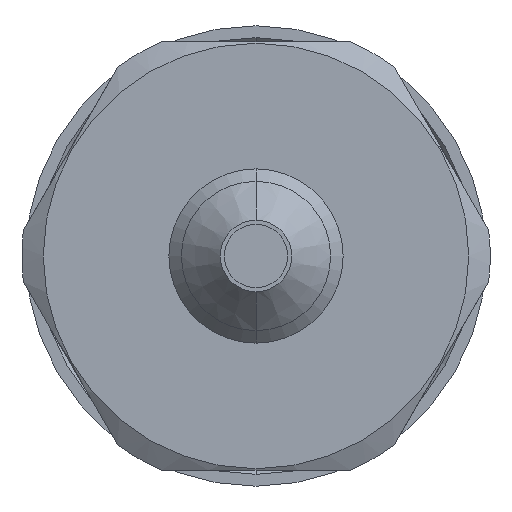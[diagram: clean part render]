
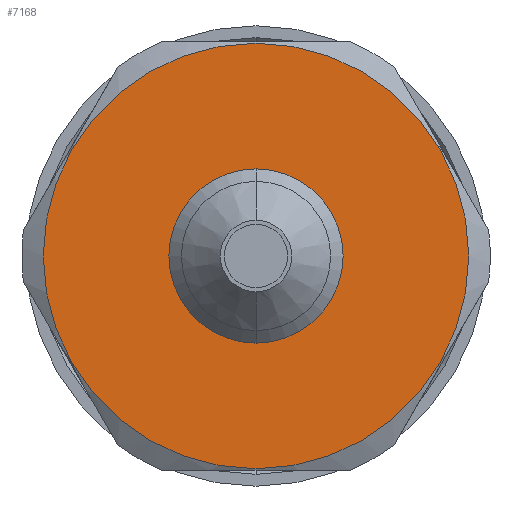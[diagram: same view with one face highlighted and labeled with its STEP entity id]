
A CAD part, front view. The second image highlights one B-rep face of the part: STEP entity #7168.
In plain terms, the highlighted planar face has unit normal (0, -1, 0).
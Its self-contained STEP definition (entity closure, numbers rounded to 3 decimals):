
#129 = CIRCLE ( 'NONE', #6616, 13.4 ) ;
#139 = DIRECTION ( 'NONE',  ( 0., 0., -1. ) ) ;
#209 = AXIS2_PLACEMENT_3D ( 'NONE', #6414, #2901, #6977 ) ;
#342 = DIRECTION ( 'NONE',  ( 0., 0., -1. ) ) ;
#442 = EDGE_CURVE ( 'NONE', #3978, #1091, #129, .T. ) ;
#1008 = FACE_OUTER_BOUND ( 'NONE', #5099, .T. ) ;
#1089 = AXIS2_PLACEMENT_3D ( 'NONE', #7373, #3915, #139 ) ;
#1091 = VERTEX_POINT ( 'NONE', #2154 ) ;
#1226 = ORIENTED_EDGE ( 'NONE', *, *, #442, .T. ) ;
#1533 = CARTESIAN_POINT ( 'NONE',  ( 0., 14., 0. ) ) ;
#2125 = DIRECTION ( 'NONE',  ( 0., -1., 0. ) ) ;
#2154 = CARTESIAN_POINT ( 'NONE',  ( 0., 14., 13.4 ) ) ;
#2161 = DIRECTION ( 'NONE',  ( 0., 0., -1. ) ) ;
#2257 = CARTESIAN_POINT ( 'NONE',  ( 0., 14., 0. ) ) ;
#2294 = CIRCLE ( 'NONE', #7399, 5.488 ) ;
#2476 = FACE_BOUND ( 'NONE', #6844, .T. ) ;
#2674 = DIRECTION ( 'NONE',  ( 0., 0., -1. ) ) ;
#2771 = PLANE ( 'NONE',  #4928 ) ;
#2857 = CARTESIAN_POINT ( 'NONE',  ( 13.4, 14., 0. ) ) ;
#2901 = DIRECTION ( 'NONE',  ( 0., -1., 0. ) ) ;
#2956 = ORIENTED_EDGE ( 'NONE', *, *, #4055, .T. ) ;
#3024 = EDGE_CURVE ( 'NONE', #5812, #4553, #2294, .T. ) ;
#3583 = CIRCLE ( 'NONE', #1089, 13.4 ) ;
#3915 = DIRECTION ( 'NONE',  ( 0., -1., 0. ) ) ;
#3978 = VERTEX_POINT ( 'NONE', #6159 ) ;
#4002 = CARTESIAN_POINT ( 'NONE',  ( 0., 14., -5.488 ) ) ;
#4055 = EDGE_CURVE ( 'NONE', #1091, #3978, #3583, .T. ) ;
#4091 = DIRECTION ( 'NONE',  ( 0., -1., 0. ) ) ;
#4553 = VERTEX_POINT ( 'NONE', #4002 ) ;
#4780 = ORIENTED_EDGE ( 'NONE', *, *, #6628, .F. ) ;
#4928 = AXIS2_PLACEMENT_3D ( 'NONE', #2857, #4091, #342 ) ;
#5099 = EDGE_LOOP ( 'NONE', ( #2956, #1226 ) ) ;
#5583 = CARTESIAN_POINT ( 'NONE',  ( 0., 14., 5.488 ) ) ;
#5773 = DIRECTION ( 'NONE',  ( 0., -1., 0. ) ) ;
#5812 = VERTEX_POINT ( 'NONE', #5583 ) ;
#6159 = CARTESIAN_POINT ( 'NONE',  ( 0., 14., -13.4 ) ) ;
#6282 = CIRCLE ( 'NONE', #209, 5.488 ) ;
#6414 = CARTESIAN_POINT ( 'NONE',  ( 0., 14., 0. ) ) ;
#6616 = AXIS2_PLACEMENT_3D ( 'NONE', #2257, #2125, #2674 ) ;
#6628 = EDGE_CURVE ( 'NONE', #4553, #5812, #6282, .T. ) ;
#6844 = EDGE_LOOP ( 'NONE', ( #4780, #7213 ) ) ;
#6977 = DIRECTION ( 'NONE',  ( 0., 0., -1. ) ) ;
#7168 = ADVANCED_FACE ( 'NONE', ( #1008, #2476 ), #2771, .T. ) ;
#7213 = ORIENTED_EDGE ( 'NONE', *, *, #3024, .F. ) ;
#7373 = CARTESIAN_POINT ( 'NONE',  ( 0., 14., 0. ) ) ;
#7399 = AXIS2_PLACEMENT_3D ( 'NONE', #1533, #5773, #2161 ) ;
